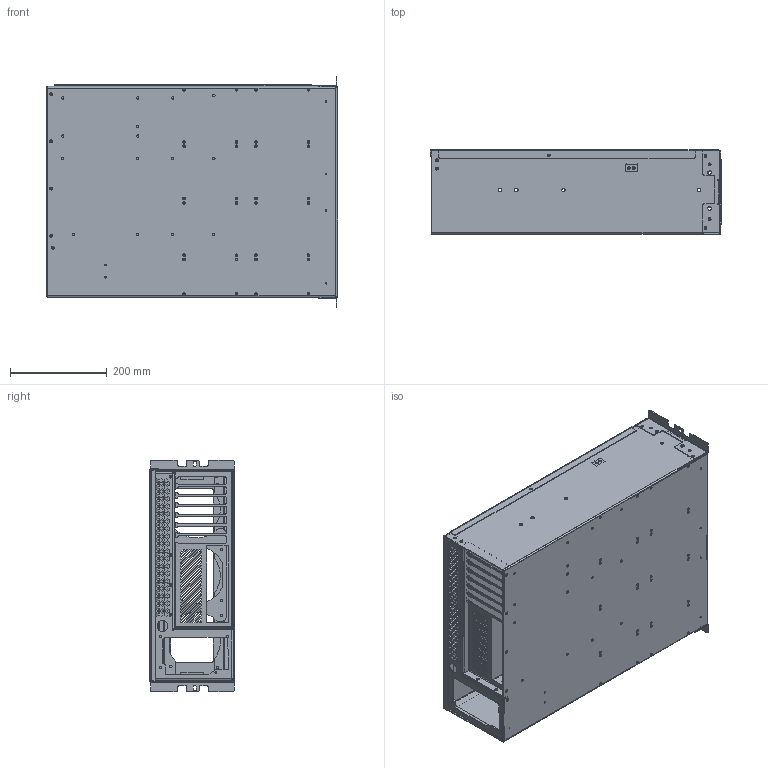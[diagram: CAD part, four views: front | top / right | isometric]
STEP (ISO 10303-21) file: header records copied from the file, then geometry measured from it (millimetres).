
FILE_DESCRIPTION(/* description */ (''),/* implementation_level */ '2;1');
FILE_NAME(/* name */ 'Core Mini_.step',/* time_stamp */ '2025-04-07T04:39:55-06:00',/* author */ (''),/* organization */ (''),/* preprocessor_version */ 'ST-DEVELOPER v20.1',/* originating_system */ 'Autodesk Translation Framework v14.4.0.0',/* authorisation */ '');
FILE_SCHEMA (('AUTOMOTIVE_DESIGN { 1 0 10303 214 3 1 1 }'));
Length unit declared in the file: millimetre
Products named in the file (11): Core Mini; Server Chassis Bottom; Lid; Rear IO Reccessed Copy (1); Rear IO Reccessed Copy (1)_1; Rear IO Reccessed Copy (1)_2; Front Panel Airflow; Rear IO Reccessed Copy (1)_3; Rear IO Reccessed Copy (1)_4; Rack Ears; Rack Ears_1
Assembly tree (10 placements, depth 2):
  Core Mini
    Server Chassis Bottom
    Lid
    Rear IO Reccessed Copy (1)
    Rear IO Reccessed Copy (1)_1
    Rear IO Reccessed Copy (1)_2
    Front Panel Airflow
    Rear IO Reccessed Copy (1)_3
    Rear IO Reccessed Copy (1)_4
    Rack Ears
    Rack Ears_1
Bounding box: 602.48 x 174.32 x 479.16 mm (x, y, z)
Volume: 1796490 mm3; surface area: 1945404.3 mm2
Topology: 10 solids, 10 shells, 1735 faces, 4873 edges, 3144 vertices
Faces by surface type: plane 1160, cylinder 494, cone 70, bspline 11
Full cylindrical faces by diameter (mm): 1 x7, 3.302 x65, 3.454 x52, 3.937 x4, 4.9 x32, 4.92 x2, 5.004 x12, 5.005 x2, 5.012 x1, 5.015 x2, 5.023 x2, 5.078 x1, 7.2 x16, 22.2 x1
Entity records: 58035 total; most frequent: CARTESIAN_POINT 10775, ORIENTED_EDGE 9746, DIRECTION 9397, EDGE_CURVE 4873, LINE 3803, VECTOR 3803, VERTEX_POINT 3144, AXIS2_PLACEMENT_3D 2797
